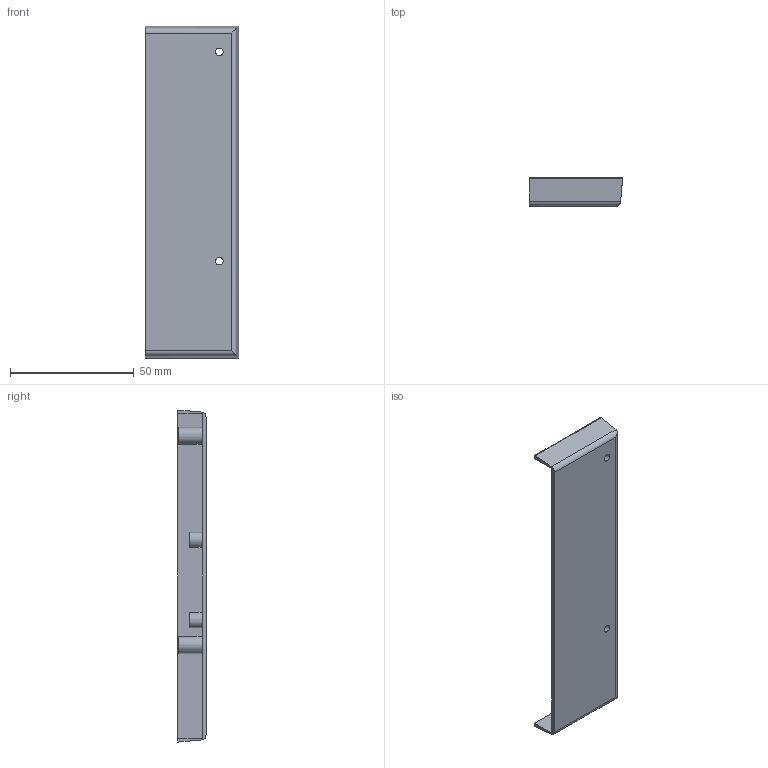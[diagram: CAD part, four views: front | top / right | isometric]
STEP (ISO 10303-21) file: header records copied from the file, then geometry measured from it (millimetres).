
FILE_DESCRIPTION((''),'2;1');
FILE_NAME('baseP37_CORTADO_P_ALTIUM.stp','2022-07-05T00:33:41',('Fede'),(''),'Autodesk Inventor 2013','Autodesk Inventor 2013','');
FILE_SCHEMA(('AUTOMOTIVE_DESIGN { 1 0 10303 214 1 1 1 1 }'));
Length unit declared in the file: millimetre
Products named in the file (1): baseP37_CORTADO_P_ALTIUM
Bounding box: 37.65 x 11.35 x 134 mm (x, y, z)
Volume: 10737.4 mm3; surface area: 15180.8 mm2
Topology: 1 solids, 1 shells, 30 faces, 66 edges, 44 vertices
Faces by surface type: plane 19, cylinder 11
Full cylindrical faces by diameter (mm): 3 x4, 6 x2, 6.75 x2
Entity records: 788 total; most frequent: DIRECTION 136, CARTESIAN_POINT 125, ORIENTED_EDGE 108, EDGE_CURVE 54, AXIS2_PLACEMENT_3D 51, EDGE_LOOP 48, VERTEX_POINT 40, VECTOR 34
